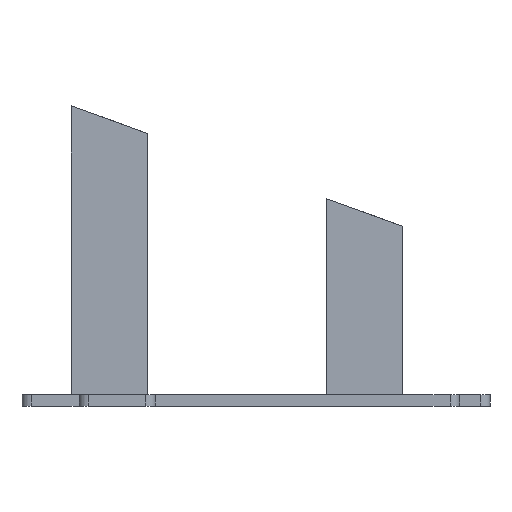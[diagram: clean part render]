
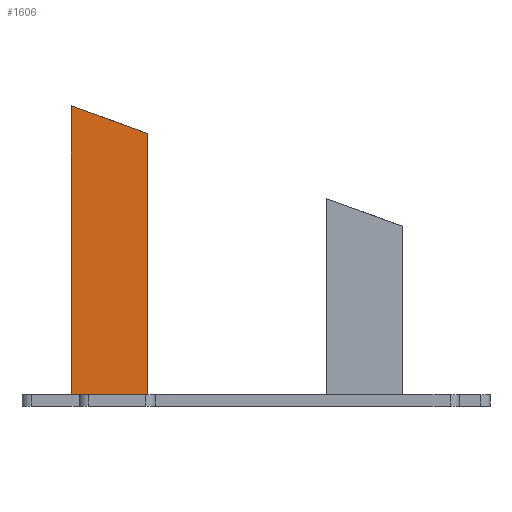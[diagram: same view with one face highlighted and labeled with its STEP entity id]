
A CAD part, left-side view. The second image highlights one B-rep face of the part: STEP entity #1606.
In plain terms, the highlighted planar face has unit normal (-1, 0, 0).
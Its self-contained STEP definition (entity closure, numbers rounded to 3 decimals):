
#192=FACE_OUTER_BOUND('',#295,.T.);
#295=EDGE_LOOP('',(#1415,#1416,#1417,#1418));
#353=LINE('',#2327,#523);
#464=LINE('',#2631,#634);
#467=LINE('',#2637,#637);
#468=LINE('',#2638,#638);
#523=VECTOR('',#1844,10.);
#634=VECTOR('',#2167,10.);
#637=VECTOR('',#2172,10.);
#638=VECTOR('',#2173,10.);
#704=VERTEX_POINT('',#2323);
#706=VERTEX_POINT('',#2326);
#793=VERTEX_POINT('',#2630);
#795=VERTEX_POINT('',#2636);
#858=EDGE_CURVE('',#706,#704,#353,.T.);
#1008=EDGE_CURVE('',#706,#793,#464,.T.);
#1011=EDGE_CURVE('',#795,#704,#467,.T.);
#1012=EDGE_CURVE('',#795,#793,#468,.T.);
#1415=ORIENTED_EDGE('',*,*,#858,.T.);
#1416=ORIENTED_EDGE('',*,*,#1011,.F.);
#1417=ORIENTED_EDGE('',*,*,#1012,.T.);
#1418=ORIENTED_EDGE('',*,*,#1008,.F.);
#1522=PLANE('',#1747);
#1606=ADVANCED_FACE('',(#192),#1522,.F.);
#1747=AXIS2_PLACEMENT_3D('',#2635,#2170,#2171);
#1844=DIRECTION('',(0.,-1.,0.));
#2167=DIRECTION('',(0.,0.,1.));
#2170=DIRECTION('center_axis',(1.,0.,0.));
#2171=DIRECTION('ref_axis',(0.,1.,0.));
#2172=DIRECTION('',(0.,0.,-1.));
#2173=DIRECTION('',(0.,0.94,0.342));
#2323=CARTESIAN_POINT('',(44.,-40.,3.));
#2326=CARTESIAN_POINT('',(44.,-20.,3.));
#2327=CARTESIAN_POINT('',(44.,-47.25,3.));
#2630=CARTESIAN_POINT('',(44.,-20.,78.919));
#2631=CARTESIAN_POINT('',(44.,-20.,0.));
#2635=CARTESIAN_POINT('Origin',(44.,-30.,39.459));
#2636=CARTESIAN_POINT('',(44.,-40.,71.64));
#2637=CARTESIAN_POINT('',(44.,-40.,90.));
#2638=CARTESIAN_POINT('',(44.,-116.974,43.623));
